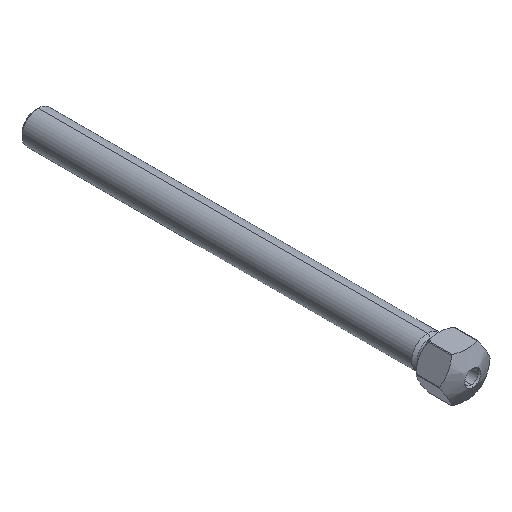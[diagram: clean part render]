
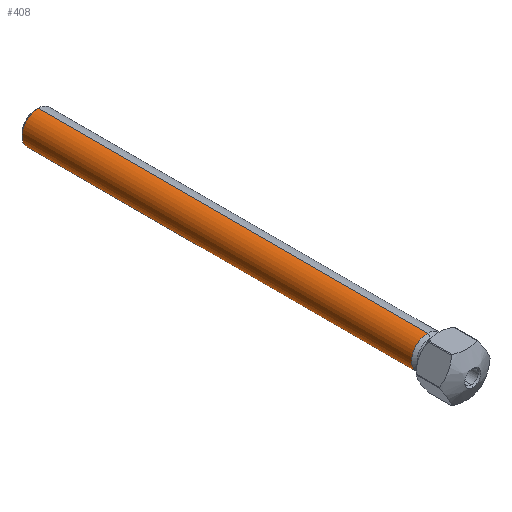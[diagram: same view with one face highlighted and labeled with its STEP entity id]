
A CAD part, isometric view. The second image highlights one B-rep face of the part: STEP entity #408.
In plain terms, the highlighted cylindrical face has radius 8 mm (diameter 16 mm), a partial arc.
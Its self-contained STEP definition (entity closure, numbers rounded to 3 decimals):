
#90 = AXIS2_PLACEMENT_3D ( 'NONE', #457, #305, #490 ) ;
#107 = AXIS2_PLACEMENT_3D ( 'NONE', #1471, #1446, #1444 ) ;
#108 = CARTESIAN_POINT ( 'NONE',  ( 0., 5.4, -8. ) ) ;
#110 = VERTEX_POINT ( 'NONE', #193 ) ;
#151 = VERTEX_POINT ( 'NONE', #108 ) ;
#179 = DIRECTION ( 'NONE',  ( 0., 0., -1. ) ) ;
#182 = DIRECTION ( 'NONE',  ( 0., 1., 0. ) ) ;
#183 = CARTESIAN_POINT ( 'NONE',  ( 0., 5.4, 0. ) ) ;
#193 = CARTESIAN_POINT ( 'NONE',  ( -8., 198.75, 0. ) ) ;
#258 = DIRECTION ( 'NONE',  ( 0., -1., 0. ) ) ;
#266 = CARTESIAN_POINT ( 'NONE',  ( 0., -20.779, -8. ) ) ;
#272 = DIRECTION ( 'NONE',  ( 0., -1., 0. ) ) ;
#292 = CARTESIAN_POINT ( 'NONE',  ( 0., -20.779, 8. ) ) ;
#305 = DIRECTION ( 'NONE',  ( 0., -1., 0. ) ) ;
#408 = ADVANCED_FACE ( 'NONE', ( #1425 ), #1417, .T. ) ;
#445 = CIRCLE ( 'NONE', #107, 8. ) ;
#457 = CARTESIAN_POINT ( 'NONE',  ( 0., 198.75, 0. ) ) ;
#468 = CIRCLE ( 'NONE', #90, 8. ) ;
#490 = DIRECTION ( 'NONE',  ( 0., 0., -1. ) ) ;
#536 = CIRCLE ( 'NONE', #672, 8. ) ;
#578 = CARTESIAN_POINT ( 'NONE',  ( 0., 198.75, -8. ) ) ;
#635 = ORIENTED_EDGE ( 'NONE', *, *, #1187, .T. ) ;
#672 = AXIS2_PLACEMENT_3D ( 'NONE', #183, #182, #179 ) ;
#681 = ORIENTED_EDGE ( 'NONE', *, *, #1220, .T. ) ;
#830 = CARTESIAN_POINT ( 'NONE',  ( 0., 198.75, 8. ) ) ;
#835 = CARTESIAN_POINT ( 'NONE',  ( 0., 5.4, 8. ) ) ;
#845 = AXIS2_PLACEMENT_3D ( 'NONE', #1137, #1154, #1134 ) ;
#972 = VECTOR ( 'NONE', #272, 1000. ) ;
#999 = ORIENTED_EDGE ( 'NONE', *, *, #1497, .F. ) ;
#1051 = VERTEX_POINT ( 'NONE', #835 ) ;
#1055 = VERTEX_POINT ( 'NONE', #830 ) ;
#1100 = VERTEX_POINT ( 'NONE', #578 ) ;
#1134 = DIRECTION ( 'NONE',  ( 0., 0., -1. ) ) ;
#1137 = CARTESIAN_POINT ( 'NONE',  ( 0., -20.779, 0. ) ) ;
#1153 = LINE ( 'NONE', #266, #1510 ) ;
#1154 = DIRECTION ( 'NONE',  ( 0., -1., 0. ) ) ;
#1156 = LINE ( 'NONE', #292, #972 ) ;
#1186 = ORIENTED_EDGE ( 'NONE', *, *, #1499, .T. ) ;
#1187 = EDGE_CURVE ( 'NONE', #151, #1051, #536, .T. ) ;
#1220 = EDGE_CURVE ( 'NONE', #110, #1100, #445, .T. ) ;
#1240 = EDGE_CURVE ( 'NONE', #1055, #110, #468, .T. ) ;
#1414 = ORIENTED_EDGE ( 'NONE', *, *, #1240, .T. ) ;
#1417 = CYLINDRICAL_SURFACE ( 'NONE', #845, 8. ) ;
#1420 = EDGE_LOOP ( 'NONE', ( #999, #1414, #681, #1186, #635 ) ) ;
#1425 = FACE_OUTER_BOUND ( 'NONE', #1420, .T. ) ;
#1444 = DIRECTION ( 'NONE',  ( 0., 0., -1. ) ) ;
#1446 = DIRECTION ( 'NONE',  ( 0., -1., 0. ) ) ;
#1471 = CARTESIAN_POINT ( 'NONE',  ( 0., 198.75, 0. ) ) ;
#1497 = EDGE_CURVE ( 'NONE', #1055, #1051, #1156, .T. ) ;
#1499 = EDGE_CURVE ( 'NONE', #1100, #151, #1153, .T. ) ;
#1510 = VECTOR ( 'NONE', #258, 1000. ) ;
